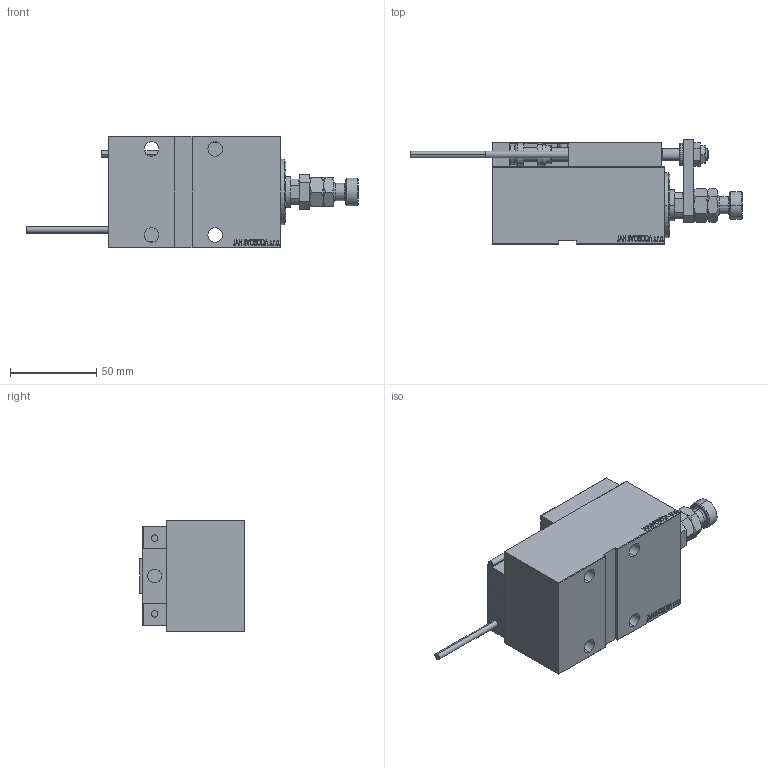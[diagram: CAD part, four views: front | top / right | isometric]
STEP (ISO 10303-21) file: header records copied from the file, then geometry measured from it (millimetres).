
FILE_DESCRIPTION (( 'STEP AP203' ), '1' );
FILE_NAME ('02bc.STEP', '2024-02-11T07:51:08', ( '' ), ( '' ), 'SwSTEP 2.0', 'SolidWorks 2019', '' );
FILE_SCHEMA (( 'CONFIG_CONTROL_DESIGN' ));
Length unit declared in the file: millimetre
Products named in the file (17): X_Y_MFA 0e25e49320f2aa62f0d20768d0587524; MAGNET 0e25e49320f2aa62f0d20768d0587524; V450CM_E_VCP 0e25e49320f2aa62f0d20768d0587524; NUT_D10 0e25e49320f2aa62f0d20768d0587524; ALLEN BOLT D5 0e25e49320f2aa62f0d20768d0587524; 02bc; TYC_L79 0e25e49320f2aa62f0d20768d0587524; SWITCH_X_FRONT_BACK 0e25e49320f2aa62f0d20768d0587524; Block 0e25e49320f2aa62f0d20768d0587524; ZARAZKA 0e25e49320f2aa62f0d20768d0587524; NUT_D12 0e25e49320f2aa62f0d20768d0587524; KONCOVKA 0e25e49320f2aa62f0d20768d0587524; ALLEN BOLT D8 0e25e49320f2aa62f0d20768d0587524; V450CM_VC_B 0e25e49320f2aa62f0d20768d0587524; SWITCH DIM B,W 0e25e49320f2aa62f0d20768d0587524; SWITCH X 0e25e49320f2aa62f0d20768d0587524; V450CM_E_Body 0e25e49320f2aa62f0d20768d0587524
Assembly tree (26 placements, depth 3):
  02bc
    V450CM_E_Body 0e25e49320f2aa62f0d20768d0587524
    V450CM_E_VCP 0e25e49320f2aa62f0d20768d0587524
    V450CM_VC_B 0e25e49320f2aa62f0d20768d0587524
    SWITCH X 0e25e49320f2aa62f0d20768d0587524
      SWITCH_X_FRONT_BACK 0e25e49320f2aa62f0d20768d0587524  x2
      TYC_L79 0e25e49320f2aa62f0d20768d0587524
      Block 0e25e49320f2aa62f0d20768d0587524  x2
      ALLEN BOLT D5 0e25e49320f2aa62f0d20768d0587524  x4
      ALLEN BOLT D8 0e25e49320f2aa62f0d20768d0587524  x4
      MAGNET 0e25e49320f2aa62f0d20768d0587524  x2
      KONCOVKA 0e25e49320f2aa62f0d20768d0587524  x2
    SWITCH DIM B,W 0e25e49320f2aa62f0d20768d0587524
    ZARAZKA 0e25e49320f2aa62f0d20768d0587524
    NUT_D10 0e25e49320f2aa62f0d20768d0587524
    NUT_D12 0e25e49320f2aa62f0d20768d0587524
    X_Y_MFA 0e25e49320f2aa62f0d20768d0587524
Bounding box: 193 x 60.5 x 65 mm (x, y, z)
Volume: 319602 mm3; surface area: 80779.1 mm2
Topology: 25 solids, 25 shells, 1345 faces, 3208 edges, 2040 vertices
Faces by surface type: plane 586, bspline 380, cylinder 186, cone 141, torus 48, sphere 4
Entity records: 51824 total; most frequent: CARTESIAN_POINT 26064, ORIENTED_EDGE 5436, DIRECTION 3701, EDGE_CURVE 2718, VERTEX_POINT 1764, VECTOR 1531, LINE 1531, EDGE_LOOP 1256
